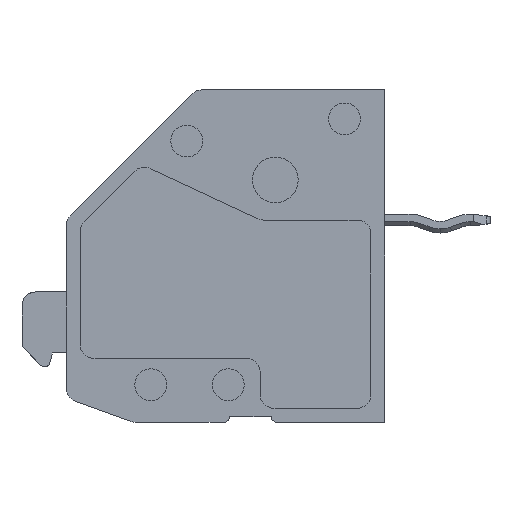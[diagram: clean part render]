
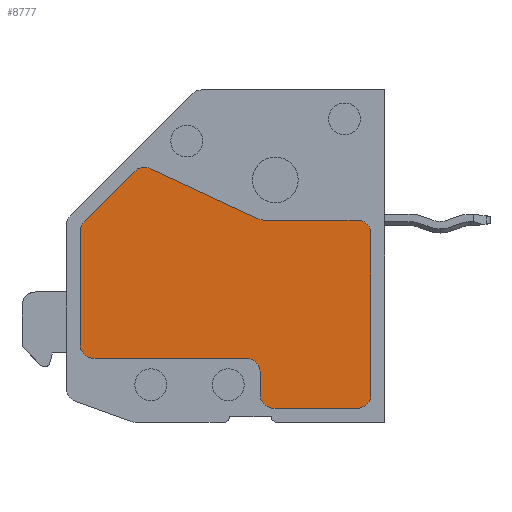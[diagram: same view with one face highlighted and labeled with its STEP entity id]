
A CAD part, left-side view. The second image highlights one B-rep face of the part: STEP entity #8777.
In plain terms, the highlighted planar face has unit normal (-1, 0, 0).
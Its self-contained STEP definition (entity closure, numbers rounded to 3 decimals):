
#31 = AXIS2_PLACEMENT_3D ( 'NONE', #7237, #8929, #12429 ) ;
#279 = EDGE_LOOP ( 'NONE', ( #5174, #16441, #14012, #17697, #13942, #16264, #8995, #16956, #20530, #13983, #14668, #7491, #10206, #4787, #15134, #20300, #15421 ) ) ;
#352 = CARTESIAN_POINT ( 'NONE',  ( 0.02, 1., -4.7 ) ) ;
#722 = DIRECTION ( 'NONE',  ( 0., 0., -1. ) ) ;
#788 = VECTOR ( 'NONE', #15341, 1000. ) ;
#962 = CIRCLE ( 'NONE', #20506, 0.5 ) ;
#1200 = CIRCLE ( 'NONE', #31, 0.5 ) ;
#1348 = DIRECTION ( 'NONE',  ( 0., 0., 1. ) ) ;
#1410 = CARTESIAN_POINT ( 'NONE',  ( 0.02, 1., -5.2 ) ) ;
#1538 = DIRECTION ( 'NONE',  ( 0., 0., 1. ) ) ;
#1558 = VERTEX_POINT ( 'NONE', #17665 ) ;
#1806 = DIRECTION ( 'NONE',  ( 0., 0., 1. ) ) ;
#2243 = CARTESIAN_POINT ( 'NONE',  ( 0.02, 8.686, -2.8 ) ) ;
#2269 = LINE ( 'NONE', #21439, #10047 ) ;
#2544 = CARTESIAN_POINT ( 'NONE',  ( 0.02, 0.5, -5.2 ) ) ;
#2669 = VECTOR ( 'NONE', #722, 1000. ) ;
#2800 = DIRECTION ( 'NONE',  ( 0., 0., 1. ) ) ;
#3061 = VECTOR ( 'NONE', #9286, 1000. ) ;
#3228 = AXIS2_PLACEMENT_3D ( 'NONE', #11703, #13869, #20162 ) ;
#3832 = LINE ( 'NONE', #4157, #3061 ) ;
#4157 = CARTESIAN_POINT ( 'NONE',  ( 0.02, 10.5, -9.7 ) ) ;
#4242 = CARTESIAN_POINT ( 'NONE',  ( 0.02, 1., -11.5 ) ) ;
#4315 = AXIS2_PLACEMENT_3D ( 'NONE', #13037, #21962, #15084 ) ;
#4455 = VERTEX_POINT ( 'NONE', #6035 ) ;
#4588 = CARTESIAN_POINT ( 'NONE',  ( 0.02, 0.5, -11. ) ) ;
#4653 = DIRECTION ( 'NONE',  ( 0., 0., 1. ) ) ;
#4684 = CARTESIAN_POINT ( 'NONE',  ( 0.02, 9.039, -2.946 ) ) ;
#4770 = EDGE_CURVE ( 'NONE', #21978, #7989, #1200, .T. ) ;
#4787 = ORIENTED_EDGE ( 'NONE', *, *, #11171, .T. ) ;
#4801 = AXIS2_PLACEMENT_3D ( 'NONE', #7176, #6879, #1806 ) ;
#4831 = VERTEX_POINT ( 'NONE', #13071 ) ;
#5174 = ORIENTED_EDGE ( 'NONE', *, *, #14535, .T. ) ;
#5199 = CARTESIAN_POINT ( 'NONE',  ( 0.02, 10.5, -9.2 ) ) ;
#5221 = VECTOR ( 'NONE', #21917, 1000. ) ;
#5226 = EDGE_CURVE ( 'NONE', #4455, #14498, #3832, .T. ) ;
#5641 = CIRCLE ( 'NONE', #6079, 0.5 ) ;
#5929 = PLANE ( 'NONE',  #21787 ) ;
#6035 = CARTESIAN_POINT ( 'NONE',  ( 0.02, 10.5, -9.7 ) ) ;
#6079 = AXIS2_PLACEMENT_3D ( 'NONE', #1410, #20421, #1538 ) ;
#6127 = LINE ( 'NONE', #9860, #20497 ) ;
#6219 = EDGE_CURVE ( 'NONE', #14603, #19439, #20126, .T. ) ;
#6350 = DIRECTION ( 'NONE',  ( -1., 0., 0. ) ) ;
#6794 = CARTESIAN_POINT ( 'NONE',  ( 0.02, 4.5, -11. ) ) ;
#6826 = EDGE_CURVE ( 'NONE', #12762, #9324, #7157, .T. ) ;
#6879 = DIRECTION ( 'NONE',  ( 1., 0., 0. ) ) ;
#7056 = CARTESIAN_POINT ( 'NONE',  ( 0.02, 4.389, -4.2 ) ) ;
#7157 = LINE ( 'NONE', #21802, #21798 ) ;
#7176 = CARTESIAN_POINT ( 'NONE',  ( 0.02, 5., -10.2 ) ) ;
#7237 = CARTESIAN_POINT ( 'NONE',  ( 0.02, 4., -11. ) ) ;
#7267 = AXIS2_PLACEMENT_3D ( 'NONE', #7056, #20864, #2800 ) ;
#7282 = CIRCLE ( 'NONE', #16572, 0.5 ) ;
#7491 = ORIENTED_EDGE ( 'NONE', *, *, #17952, .T. ) ;
#7989 = VERTEX_POINT ( 'NONE', #13477 ) ;
#8271 = LINE ( 'NONE', #352, #788 ) ;
#8598 = EDGE_CURVE ( 'NONE', #18025, #17417, #12093, .T. ) ;
#8777 = ADVANCED_FACE ( 'NONE', ( #12816 ), #5929, .T. ) ;
#8929 = DIRECTION ( 'NONE',  ( -1., 0., 0. ) ) ;
#8995 = ORIENTED_EDGE ( 'NONE', *, *, #4770, .T. ) ;
#9002 = CIRCLE ( 'NONE', #4801, 0.5 ) ;
#9026 = DIRECTION ( 'NONE',  ( -1., 0., 0. ) ) ;
#9191 = DIRECTION ( 'NONE',  ( 0., 0.707, -0.707 ) ) ;
#9286 = DIRECTION ( 'NONE',  ( 0., -1., 0. ) ) ;
#9324 = VERTEX_POINT ( 'NONE', #14404 ) ;
#9506 = CARTESIAN_POINT ( 'NONE',  ( 0.02, 5., -9.7 ) ) ;
#9860 = CARTESIAN_POINT ( 'NONE',  ( 0.02, 4., -11.5 ) ) ;
#9958 = CARTESIAN_POINT ( 'NONE',  ( 0.02, 11., -5.114 ) ) ;
#10047 = VECTOR ( 'NONE', #17813, 1000. ) ;
#10206 = ORIENTED_EDGE ( 'NONE', *, *, #14952, .T. ) ;
#10296 = CIRCLE ( 'NONE', #4315, 0.5 ) ;
#10326 = CARTESIAN_POINT ( 'NONE',  ( 0.02, 11., -9.2 ) ) ;
#10341 = LINE ( 'NONE', #19545, #2669 ) ;
#10353 = DIRECTION ( 'NONE',  ( 0., 0.906, 0.423 ) ) ;
#10783 = DIRECTION ( 'NONE',  ( 0., 0., 1. ) ) ;
#10899 = VERTEX_POINT ( 'NONE', #19261 ) ;
#11099 = CARTESIAN_POINT ( 'NONE',  ( 0.02, 1., -4.7 ) ) ;
#11171 = EDGE_CURVE ( 'NONE', #10899, #1558, #11604, .T. ) ;
#11261 = VECTOR ( 'NONE', #10353, 1000. ) ;
#11592 = CARTESIAN_POINT ( 'NONE',  ( 0.02, 10.5, -5.114 ) ) ;
#11604 = LINE ( 'NONE', #15321, #11261 ) ;
#11614 = CIRCLE ( 'NONE', #17766, 0.5 ) ;
#11703 = CARTESIAN_POINT ( 'NONE',  ( 0.02, 1., -11. ) ) ;
#11837 = EDGE_CURVE ( 'NONE', #14498, #13366, #9002, .T. ) ;
#11955 = DIRECTION ( 'NONE',  ( 0., -1., 0. ) ) ;
#12034 = EDGE_CURVE ( 'NONE', #17417, #13296, #2269, .T. ) ;
#12066 = EDGE_CURVE ( 'NONE', #13366, #21978, #10341, .T. ) ;
#12093 = CIRCLE ( 'NONE', #3228, 0.5 ) ;
#12285 = DIRECTION ( 'NONE',  ( -1., 0., 0. ) ) ;
#12429 = DIRECTION ( 'NONE',  ( 0., 0., 1. ) ) ;
#12762 = VERTEX_POINT ( 'NONE', #4684 ) ;
#12816 = FACE_OUTER_BOUND ( 'NONE', #279, .T. ) ;
#12968 = EDGE_CURVE ( 'NONE', #7989, #18025, #6127, .T. ) ;
#13037 = CARTESIAN_POINT ( 'NONE',  ( 0.02, 10.5, -5.114 ) ) ;
#13071 = CARTESIAN_POINT ( 'NONE',  ( 0.02, 4.389, -4.7 ) ) ;
#13296 = VERTEX_POINT ( 'NONE', #2544 ) ;
#13366 = VERTEX_POINT ( 'NONE', #14179 ) ;
#13477 = CARTESIAN_POINT ( 'NONE',  ( 0.02, 4., -11.5 ) ) ;
#13869 = DIRECTION ( 'NONE',  ( -1., 0., 0. ) ) ;
#13942 = ORIENTED_EDGE ( 'NONE', *, *, #11837, .T. ) ;
#13983 = ORIENTED_EDGE ( 'NONE', *, *, #12034, .T. ) ;
#14012 = ORIENTED_EDGE ( 'NONE', *, *, #16215, .T. ) ;
#14179 = CARTESIAN_POINT ( 'NONE',  ( 0.02, 4.5, -10.2 ) ) ;
#14404 = CARTESIAN_POINT ( 'NONE',  ( 0.02, 10.854, -4.761 ) ) ;
#14498 = VERTEX_POINT ( 'NONE', #9506 ) ;
#14535 = EDGE_CURVE ( 'NONE', #9324, #14603, #10296, .T. ) ;
#14603 = VERTEX_POINT ( 'NONE', #9958 ) ;
#14668 = ORIENTED_EDGE ( 'NONE', *, *, #15791, .T. ) ;
#14952 = EDGE_CURVE ( 'NONE', #4831, #10899, #18725, .T. ) ;
#15066 = VERTEX_POINT ( 'NONE', #2243 ) ;
#15084 = DIRECTION ( 'NONE',  ( 0., 0., 1. ) ) ;
#15134 = ORIENTED_EDGE ( 'NONE', *, *, #20669, .T. ) ;
#15321 = CARTESIAN_POINT ( 'NONE',  ( 0.02, 4.6, -4.653 ) ) ;
#15341 = DIRECTION ( 'NONE',  ( 0., 1., 0. ) ) ;
#15421 = ORIENTED_EDGE ( 'NONE', *, *, #6826, .T. ) ;
#15791 = EDGE_CURVE ( 'NONE', #13296, #21765, #5641, .T. ) ;
#16215 = EDGE_CURVE ( 'NONE', #19439, #4455, #7282, .T. ) ;
#16264 = ORIENTED_EDGE ( 'NONE', *, *, #12066, .T. ) ;
#16441 = ORIENTED_EDGE ( 'NONE', *, *, #6219, .T. ) ;
#16572 = AXIS2_PLACEMENT_3D ( 'NONE', #5199, #12285, #17267 ) ;
#16706 = CARTESIAN_POINT ( 'NONE',  ( 0.02, 8.686, -3.3 ) ) ;
#16956 = ORIENTED_EDGE ( 'NONE', *, *, #12968, .T. ) ;
#17267 = DIRECTION ( 'NONE',  ( 0., 0., 1. ) ) ;
#17417 = VERTEX_POINT ( 'NONE', #4588 ) ;
#17665 = CARTESIAN_POINT ( 'NONE',  ( 0.02, 8.474, -2.847 ) ) ;
#17697 = ORIENTED_EDGE ( 'NONE', *, *, #5226, .T. ) ;
#17766 = AXIS2_PLACEMENT_3D ( 'NONE', #19567, #9026, #10783 ) ;
#17813 = DIRECTION ( 'NONE',  ( 0., 0., 1. ) ) ;
#17952 = EDGE_CURVE ( 'NONE', #21765, #4831, #8271, .T. ) ;
#18025 = VERTEX_POINT ( 'NONE', #4242 ) ;
#18725 = CIRCLE ( 'NONE', #7267, 0.5 ) ;
#19261 = CARTESIAN_POINT ( 'NONE',  ( 0.02, 4.6, -4.653 ) ) ;
#19439 = VERTEX_POINT ( 'NONE', #10326 ) ;
#19545 = CARTESIAN_POINT ( 'NONE',  ( 0.02, 4.5, -10.2 ) ) ;
#19567 = CARTESIAN_POINT ( 'NONE',  ( 0.02, 8.686, -3.3 ) ) ;
#20126 = LINE ( 'NONE', #20167, #5221 ) ;
#20162 = DIRECTION ( 'NONE',  ( 0., 0., 1. ) ) ;
#20167 = CARTESIAN_POINT ( 'NONE',  ( 0.02, 11., -5.114 ) ) ;
#20300 = ORIENTED_EDGE ( 'NONE', *, *, #21732, .T. ) ;
#20421 = DIRECTION ( 'NONE',  ( -1., 0., 0. ) ) ;
#20497 = VECTOR ( 'NONE', #11955, 1000. ) ;
#20506 = AXIS2_PLACEMENT_3D ( 'NONE', #16706, #6350, #4653 ) ;
#20530 = ORIENTED_EDGE ( 'NONE', *, *, #8598, .T. ) ;
#20669 = EDGE_CURVE ( 'NONE', #1558, #15066, #962, .T. ) ;
#20864 = DIRECTION ( 'NONE',  ( 1., 0., 0. ) ) ;
#21439 = CARTESIAN_POINT ( 'NONE',  ( 0.02, 0.5, -11. ) ) ;
#21732 = EDGE_CURVE ( 'NONE', #15066, #12762, #11614, .T. ) ;
#21765 = VERTEX_POINT ( 'NONE', #11099 ) ;
#21787 = AXIS2_PLACEMENT_3D ( 'NONE', #11592, #22111, #1348 ) ;
#21798 = VECTOR ( 'NONE', #9191, 1000. ) ;
#21802 = CARTESIAN_POINT ( 'NONE',  ( 0.02, 9.039, -2.946 ) ) ;
#21917 = DIRECTION ( 'NONE',  ( 0., 0., -1. ) ) ;
#21962 = DIRECTION ( 'NONE',  ( -1., 0., 0. ) ) ;
#21978 = VERTEX_POINT ( 'NONE', #6794 ) ;
#22111 = DIRECTION ( 'NONE',  ( -1., 0., 0. ) ) ;
